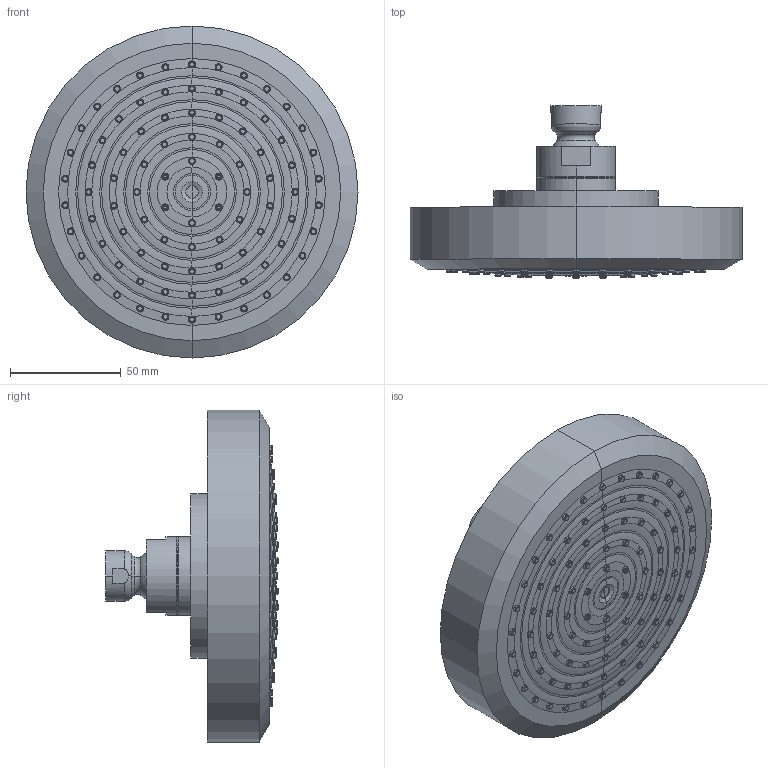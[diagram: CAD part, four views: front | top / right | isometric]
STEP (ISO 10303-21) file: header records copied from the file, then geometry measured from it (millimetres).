
FILE_DESCRIPTION((''),'2;1');
FILE_NAME('2141','2021-03-16T16:54:47',('rsmith'),(''),'CREO PARAMETRIC BY PTC INC, 2018400','CREO PARAMETRIC BY PTC INC, 2018400','');
FILE_SCHEMA(('AUTOMOTIVE_DESIGN { 1 0 10303 214 1 1 1 1 }'));
Length unit declared in the file: inch
Products named in the file (1): 2141
Bounding box: 150.11 x 77.82 x 150.11 mm (x, y, z)
Volume: 563910 mm3; surface area: 62882.5 mm2
Topology: 2 solids, 6 shells, 897 faces, 2250 edges, 1416 vertices
Faces by surface type: cone 254, cylinder 240, torus 210, plane 125, sphere 62, bspline 6
Entity records: 62641 total; most frequent: CARTESIAN_POINT 32096, ORIENTED_EDGE 4492, DIRECTION 4030, PRESENTATION_STYLE_ASSIGNMENT 2629, STYLED_ITEM 2315, CURVE_STYLE 2246, EDGE_CURVE 2246, AXIS2_PLACEMENT_3D 1785
